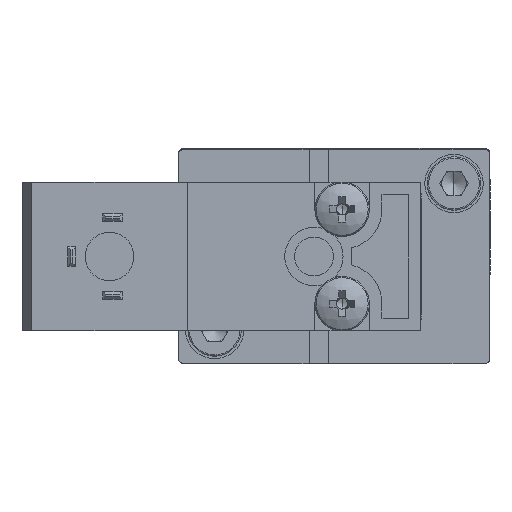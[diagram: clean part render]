
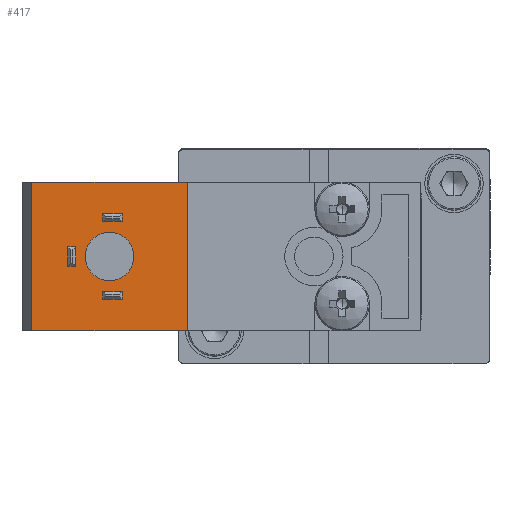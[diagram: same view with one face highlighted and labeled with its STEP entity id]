
A CAD part, left-side view. The second image highlights one B-rep face of the part: STEP entity #417.
In plain terms, the highlighted planar face has unit normal (-1, 0, 0).
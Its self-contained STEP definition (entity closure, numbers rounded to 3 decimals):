
#215 = CARTESIAN_POINT ( 'NONE',  ( -89.35, 42.6, 10. ) ) ;
#305 = DIRECTION ( 'NONE',  ( 0., -1., 0. ) ) ;
#351 = VERTEX_POINT ( 'NONE', #4112 ) ;
#417 = ADVANCED_FACE ( 'NONE', ( #15547, #17773, #10845, #5942, #876 ), #3271, .T. ) ;
#422 = VECTOR ( 'NONE', #15816, 1000. ) ;
#638 = ORIENTED_EDGE ( 'NONE', *, *, #18083, .T. ) ;
#876 = FACE_OUTER_BOUND ( 'NONE', #2252, .T. ) ;
#1339 = CARTESIAN_POINT ( 'NONE',  ( -89.35, 39.1, 13.5 ) ) ;
#1502 = CARTESIAN_POINT ( 'NONE',  ( -89.35, 48.1, 18.65 ) ) ;
#1538 = VECTOR ( 'NONE', #13846, 1000. ) ;
#1721 = VERTEX_POINT ( 'NONE', #14017 ) ;
#2138 = LINE ( 'NONE', #13172, #19731 ) ;
#2252 = EDGE_LOOP ( 'NONE', ( #11816, #13399, #14593, #638 ) ) ;
#2364 = ORIENTED_EDGE ( 'NONE', *, *, #11231, .F. ) ;
#2443 = DIRECTION ( 'NONE',  ( 0., 0., 1. ) ) ;
#2445 = DIRECTION ( 'NONE',  ( -1., 0., 0. ) ) ;
#2465 = CARTESIAN_POINT ( 'NONE',  ( -89.35, 39.6, 11. ) ) ;
#2611 = VECTOR ( 'NONE', #10441, 1000. ) ;
#2757 = ORIENTED_EDGE ( 'NONE', *, *, #4013, .T. ) ;
#2824 = CARTESIAN_POINT ( 'NONE',  ( -89.35, 39.8, 6.6 ) ) ;
#2875 = CARTESIAN_POINT ( 'NONE',  ( -89.35, 43.4, 11. ) ) ;
#3271 = PLANE ( 'NONE',  #20397 ) ;
#3707 = CARTESIAN_POINT ( 'NONE',  ( -89.35, 39.8, 14.6 ) ) ;
#3860 = CARTESIAN_POINT ( 'NONE',  ( -89.35, 47.1, 11. ) ) ;
#4007 = DIRECTION ( 'NONE',  ( 0., 0., -1. ) ) ;
#4013 = EDGE_CURVE ( 'NONE', #17162, #4682, #4471, .T. ) ;
#4106 = DIRECTION ( 'NONE',  ( 0., 0., -1. ) ) ;
#4112 = CARTESIAN_POINT ( 'NONE',  ( -89.35, 39.8, 7.4 ) ) ;
#4206 = LINE ( 'NONE', #9497, #6571 ) ;
#4267 = ORIENTED_EDGE ( 'NONE', *, *, #9347, .T. ) ;
#4357 = AXIS2_PLACEMENT_3D ( 'NONE', #10045, #22413, #11851 ) ;
#4471 = CIRCLE ( 'NONE', #17758, 2.5 ) ;
#4682 = VERTEX_POINT ( 'NONE', #1339 ) ;
#5033 = EDGE_CURVE ( 'NONE', #6834, #15148, #18764, .T. ) ;
#5191 = CIRCLE ( 'NONE', #4357, 2.5 ) ;
#5486 = LINE ( 'NONE', #8652, #422 ) ;
#5597 = EDGE_CURVE ( 'NONE', #12891, #15148, #16548, .T. ) ;
#5811 = CARTESIAN_POINT ( 'NONE',  ( -89.35, 39.8, 14.6 ) ) ;
#5920 = EDGE_CURVE ( 'NONE', #9700, #7426, #20089, .T. ) ;
#5942 = FACE_BOUND ( 'NONE', #22167, .T. ) ;
#6511 = ORIENTED_EDGE ( 'NONE', *, *, #16989, .F. ) ;
#6571 = VECTOR ( 'NONE', #21871, 1000. ) ;
#6637 = CARTESIAN_POINT ( 'NONE',  ( -89.35, 47.1, 3.35 ) ) ;
#6695 = VECTOR ( 'NONE', #7299, 1000. ) ;
#6730 = CARTESIAN_POINT ( 'NONE',  ( -89.35, 39.8, 15.4 ) ) ;
#6834 = VERTEX_POINT ( 'NONE', #11984 ) ;
#6915 = EDGE_CURVE ( 'NONE', #21214, #23290, #12218, .T. ) ;
#6964 = DIRECTION ( 'NONE',  ( 0., 1., 0. ) ) ;
#7214 = DIRECTION ( 'NONE',  ( 0., 0., 1. ) ) ;
#7241 = DIRECTION ( 'NONE',  ( 0., -1., 0. ) ) ;
#7299 = DIRECTION ( 'NONE',  ( 0., -1., 0. ) ) ;
#7426 = VERTEX_POINT ( 'NONE', #14179 ) ;
#7447 = EDGE_CURVE ( 'NONE', #12844, #7426, #7662, .T. ) ;
#7453 = VECTOR ( 'NONE', #6964, 1000. ) ;
#7619 = VECTOR ( 'NONE', #4007, 1000. ) ;
#7662 = LINE ( 'NONE', #14032, #2611 ) ;
#7882 = CARTESIAN_POINT ( 'NONE',  ( -89.35, 39.6, 14.6 ) ) ;
#7884 = ORIENTED_EDGE ( 'NONE', *, *, #9960, .T. ) ;
#7972 = CARTESIAN_POINT ( 'NONE',  ( -89.35, 31.1, 18.65 ) ) ;
#8015 = EDGE_LOOP ( 'NONE', ( #6511, #17888, #11337, #8575 ) ) ;
#8066 = VECTOR ( 'NONE', #15644, 1000. ) ;
#8094 = CARTESIAN_POINT ( 'NONE',  ( -89.35, 37.8, 6.6 ) ) ;
#8337 = DIRECTION ( 'NONE',  ( 1., 0., 0. ) ) ;
#8575 = ORIENTED_EDGE ( 'NONE', *, *, #19610, .T. ) ;
#8652 = CARTESIAN_POINT ( 'NONE',  ( -89.35, 37.8, 15.4 ) ) ;
#9223 = CARTESIAN_POINT ( 'NONE',  ( -89.35, 39.6, 15.4 ) ) ;
#9347 = EDGE_CURVE ( 'NONE', #4682, #17162, #5191, .T. ) ;
#9384 = VECTOR ( 'NONE', #7241, 1000. ) ;
#9438 = CARTESIAN_POINT ( 'NONE',  ( -89.35, 37.8, 15.4 ) ) ;
#9497 = CARTESIAN_POINT ( 'NONE',  ( -89.35, 43.4, 12. ) ) ;
#9700 = VERTEX_POINT ( 'NONE', #16293 ) ;
#9960 = EDGE_CURVE ( 'NONE', #9700, #12396, #12875, .T. ) ;
#10045 = CARTESIAN_POINT ( 'NONE',  ( -89.35, 39.1, 11. ) ) ;
#10248 = CARTESIAN_POINT ( 'NONE',  ( -89.35, 39.8, 6.6 ) ) ;
#10441 = DIRECTION ( 'NONE',  ( 0., 0., -1. ) ) ;
#10481 = VECTOR ( 'NONE', #22089, 1000. ) ;
#10494 = ORIENTED_EDGE ( 'NONE', *, *, #5033, .T. ) ;
#10845 = FACE_BOUND ( 'NONE', #20546, .T. ) ;
#10854 = EDGE_CURVE ( 'NONE', #351, #19873, #11467, .T. ) ;
#11103 = CARTESIAN_POINT ( 'NONE',  ( -89.35, 47.1, 18.65 ) ) ;
#11147 = ORIENTED_EDGE ( 'NONE', *, *, #13548, .T. ) ;
#11231 = EDGE_CURVE ( 'NONE', #12844, #12396, #4206, .T. ) ;
#11259 = CARTESIAN_POINT ( 'NONE',  ( -89.35, 31.1, 11. ) ) ;
#11337 = ORIENTED_EDGE ( 'NONE', *, *, #10854, .F. ) ;
#11385 = DIRECTION ( 'NONE',  ( 0., -1., 0. ) ) ;
#11467 = LINE ( 'NONE', #2824, #1538 ) ;
#11560 = EDGE_LOOP ( 'NONE', ( #14746, #10494, #19235, #11147 ) ) ;
#11633 = VECTOR ( 'NONE', #4106, 1000. ) ;
#11816 = ORIENTED_EDGE ( 'NONE', *, *, #15693, .T. ) ;
#11851 = DIRECTION ( 'NONE',  ( 0., 0., 1. ) ) ;
#11865 = VERTEX_POINT ( 'NONE', #8094 ) ;
#11984 = CARTESIAN_POINT ( 'NONE',  ( -89.35, 37.8, 14.6 ) ) ;
#12218 = LINE ( 'NONE', #3860, #11633 ) ;
#12396 = VERTEX_POINT ( 'NONE', #14406 ) ;
#12844 = VERTEX_POINT ( 'NONE', #20919 ) ;
#12875 = LINE ( 'NONE', #2875, #8066 ) ;
#12891 = VERTEX_POINT ( 'NONE', #6730 ) ;
#12942 = DIRECTION ( 'NONE',  ( 0., -1., 0. ) ) ;
#13172 = CARTESIAN_POINT ( 'NONE',  ( -89.35, 39.6, 7.4 ) ) ;
#13310 = VECTOR ( 'NONE', #7214, 1000. ) ;
#13399 = ORIENTED_EDGE ( 'NONE', *, *, #16495, .F. ) ;
#13548 = EDGE_CURVE ( 'NONE', #12891, #14087, #20920, .T. ) ;
#13846 = DIRECTION ( 'NONE',  ( 0., 0., -1. ) ) ;
#14017 = CARTESIAN_POINT ( 'NONE',  ( -89.35, 31.1, 3.35 ) ) ;
#14032 = CARTESIAN_POINT ( 'NONE',  ( -89.35, 42.6, 11. ) ) ;
#14087 = VERTEX_POINT ( 'NONE', #9438 ) ;
#14179 = CARTESIAN_POINT ( 'NONE',  ( -89.35, 42.6, 10. ) ) ;
#14406 = CARTESIAN_POINT ( 'NONE',  ( -89.35, 43.4, 12. ) ) ;
#14593 = ORIENTED_EDGE ( 'NONE', *, *, #6915, .T. ) ;
#14663 = LINE ( 'NONE', #1502, #9384 ) ;
#14746 = ORIENTED_EDGE ( 'NONE', *, *, #18822, .F. ) ;
#14858 = VECTOR ( 'NONE', #305, 1000. ) ;
#15148 = VERTEX_POINT ( 'NONE', #5811 ) ;
#15547 = FACE_BOUND ( 'NONE', #11560, .T. ) ;
#15644 = DIRECTION ( 'NONE',  ( 0., 0., 1. ) ) ;
#15693 = EDGE_CURVE ( 'NONE', #1721, #21976, #22437, .T. ) ;
#15711 = VECTOR ( 'NONE', #12942, 1000. ) ;
#15816 = DIRECTION ( 'NONE',  ( 0., 0., 1. ) ) ;
#15969 = CARTESIAN_POINT ( 'NONE',  ( -89.35, 39.6, 6.6 ) ) ;
#16158 = CARTESIAN_POINT ( 'NONE',  ( -89.35, 37.8, 7.4 ) ) ;
#16245 = LINE ( 'NONE', #18155, #15711 ) ;
#16293 = CARTESIAN_POINT ( 'NONE',  ( -89.35, 43.4, 10. ) ) ;
#16495 = EDGE_CURVE ( 'NONE', #21214, #21976, #14663, .T. ) ;
#16548 = LINE ( 'NONE', #3707, #7619 ) ;
#16581 = DIRECTION ( 'NONE',  ( 0., 0., 1. ) ) ;
#16989 = EDGE_CURVE ( 'NONE', #11865, #19481, #20435, .T. ) ;
#17162 = VERTEX_POINT ( 'NONE', #18431 ) ;
#17758 = AXIS2_PLACEMENT_3D ( 'NONE', #18962, #8337, #20727 ) ;
#17760 = VECTOR ( 'NONE', #16581, 1000. ) ;
#17773 = FACE_BOUND ( 'NONE', #8015, .T. ) ;
#17888 = ORIENTED_EDGE ( 'NONE', *, *, #21079, .T. ) ;
#17892 = CARTESIAN_POINT ( 'NONE',  ( -89.35, 37.8, 7.4 ) ) ;
#18070 = ORIENTED_EDGE ( 'NONE', *, *, #5920, .F. ) ;
#18083 = EDGE_CURVE ( 'NONE', #23290, #1721, #16245, .T. ) ;
#18155 = CARTESIAN_POINT ( 'NONE',  ( -89.35, 39.6, 3.35 ) ) ;
#18431 = CARTESIAN_POINT ( 'NONE',  ( -89.35, 39.1, 8.5 ) ) ;
#18764 = LINE ( 'NONE', #7882, #10481 ) ;
#18822 = EDGE_CURVE ( 'NONE', #6834, #14087, #5486, .T. ) ;
#18962 = CARTESIAN_POINT ( 'NONE',  ( -89.35, 39.1, 11. ) ) ;
#19235 = ORIENTED_EDGE ( 'NONE', *, *, #5597, .F. ) ;
#19481 = VERTEX_POINT ( 'NONE', #16158 ) ;
#19610 = EDGE_CURVE ( 'NONE', #351, #19481, #2138, .T. ) ;
#19731 = VECTOR ( 'NONE', #11385, 1000. ) ;
#19873 = VERTEX_POINT ( 'NONE', #10248 ) ;
#20089 = LINE ( 'NONE', #215, #14858 ) ;
#20397 = AXIS2_PLACEMENT_3D ( 'NONE', #2465, #2445, #2443 ) ;
#20435 = LINE ( 'NONE', #17892, #13310 ) ;
#20546 = EDGE_LOOP ( 'NONE', ( #23240, #18070, #7884, #2364 ) ) ;
#20727 = DIRECTION ( 'NONE',  ( 0., 0., 1. ) ) ;
#20919 = CARTESIAN_POINT ( 'NONE',  ( -89.35, 42.6, 12. ) ) ;
#20920 = LINE ( 'NONE', #9223, #6695 ) ;
#21070 = LINE ( 'NONE', #15969, #7453 ) ;
#21079 = EDGE_CURVE ( 'NONE', #11865, #19873, #21070, .T. ) ;
#21214 = VERTEX_POINT ( 'NONE', #11103 ) ;
#21871 = DIRECTION ( 'NONE',  ( 0., 1., 0. ) ) ;
#21976 = VERTEX_POINT ( 'NONE', #7972 ) ;
#22089 = DIRECTION ( 'NONE',  ( 0., 1., 0. ) ) ;
#22167 = EDGE_LOOP ( 'NONE', ( #4267, #2757 ) ) ;
#22413 = DIRECTION ( 'NONE',  ( 1., 0., 0. ) ) ;
#22437 = LINE ( 'NONE', #11259, #17760 ) ;
#23240 = ORIENTED_EDGE ( 'NONE', *, *, #7447, .T. ) ;
#23290 = VERTEX_POINT ( 'NONE', #6637 ) ;
